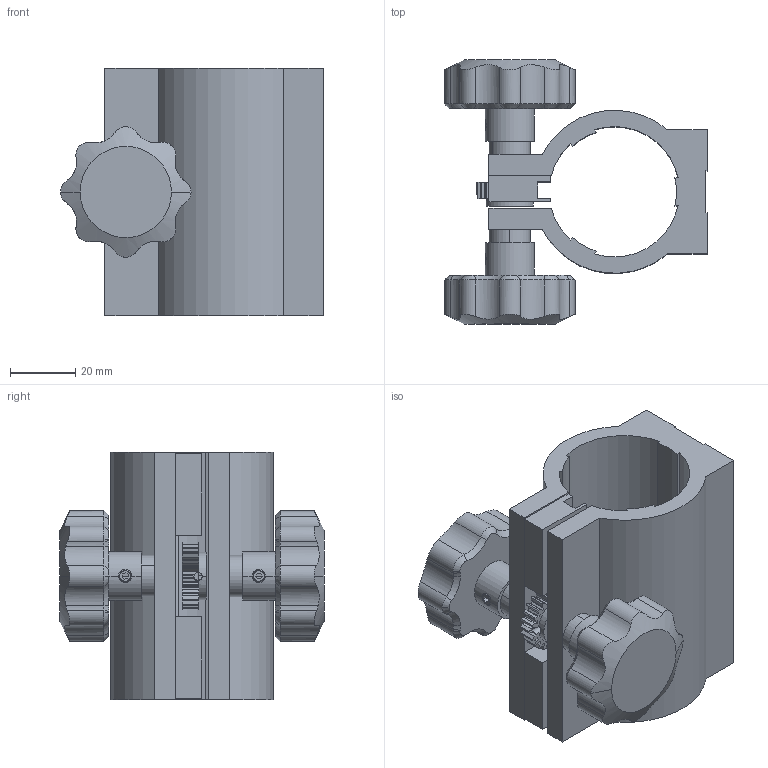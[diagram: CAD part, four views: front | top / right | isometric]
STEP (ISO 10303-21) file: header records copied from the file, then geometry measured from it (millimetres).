
FILE_DESCRIPTION (( 'STEP AP214' ), '1' );
FILE_NAME ('07RCP-2M.STEP', '2019-01-21T01:05:29', ( '' ), ( '' ), 'SwSTEP 2.0', 'SolidWorks 2016', '' );
FILE_SCHEMA (( 'AUTOMOTIVE_DESIGN' ));
Length unit declared in the file: millimetre
Products named in the file (1): 07RCP-2M
Bounding box: 80.6 x 81 x 76 mm (x, y, z)
Surface area: 42907.4 mm2 (no closed solid volume)
Topology: 0 solids, 14 shells, 300 faces, 1021 edges, 731 vertices
Faces by surface type: plane 124, cylinder 118, cone 50, torus 8
Entity records: 15140 total; most frequent: CARTESIAN_POINT 2885, DIRECTION 1896, ORIENTED_EDGE 1730, EDGE_CURVE 1021, VERTEX_POINT 731, AXIS2_PLACEMENT_3D 652, LINE 592, VECTOR 592
